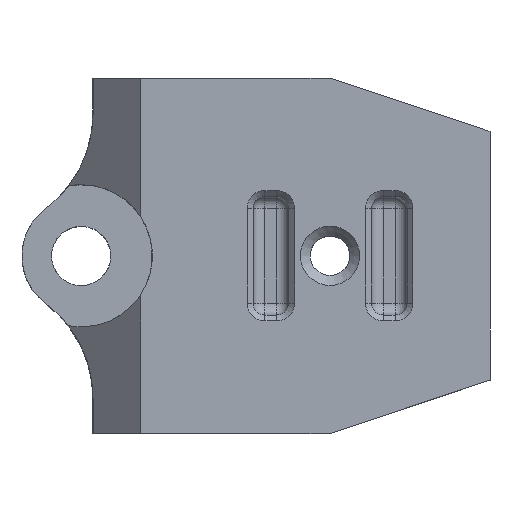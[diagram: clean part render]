
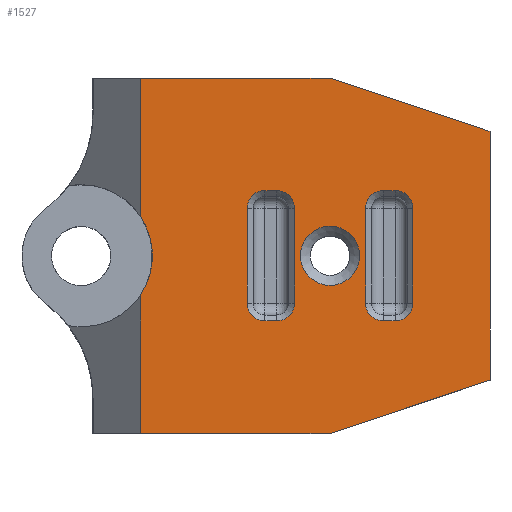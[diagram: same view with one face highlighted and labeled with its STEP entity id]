
A CAD part, top view. The second image highlights one B-rep face of the part: STEP entity #1527.
In plain terms, the highlighted planar face has unit normal (0, 0, 1).
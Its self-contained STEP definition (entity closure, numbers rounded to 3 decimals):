
#28=FACE_BOUND('',#199,.T.);
#29=FACE_BOUND('',#200,.T.);
#30=FACE_BOUND('',#201,.T.);
#51=PLANE('',#1643);
#100=FACE_OUTER_BOUND('',#198,.T.);
#198=EDGE_LOOP('',(#1086,#1087,#1088,#1089,#1090,#1091,#1092,#1093));
#199=EDGE_LOOP('',(#1094));
#200=EDGE_LOOP('',(#1095,#1096,#1097,#1098,#1099,#1100,#1101,#1102));
#201=EDGE_LOOP('',(#1103,#1104,#1105,#1106,#1107,#1108,#1109,#1110));
#311=LINE('',#2365,#450);
#315=LINE('',#2377,#454);
#319=LINE('',#2389,#458);
#323=LINE('',#2400,#462);
#332=LINE('',#2423,#471);
#333=LINE('',#2425,#472);
#334=LINE('',#2429,#473);
#335=LINE('',#2431,#474);
#336=LINE('',#2433,#475);
#337=LINE('',#2435,#476);
#338=LINE('',#2436,#477);
#339=LINE('',#2443,#478);
#340=LINE('',#2447,#479);
#341=LINE('',#2451,#480);
#342=LINE('',#2454,#481);
#450=VECTOR('',#1843,10.);
#454=VECTOR('',#1855,10.);
#458=VECTOR('',#1867,10.);
#462=VECTOR('',#1879,10.);
#471=VECTOR('',#1902,10.);
#472=VECTOR('',#1903,10.);
#473=VECTOR('',#1906,10.);
#474=VECTOR('',#1907,10.);
#475=VECTOR('',#1908,10.);
#476=VECTOR('',#1909,10.);
#477=VECTOR('',#1910,10.);
#478=VECTOR('',#1915,10.);
#479=VECTOR('',#1918,10.);
#480=VECTOR('',#1921,10.);
#481=VECTOR('',#1924,10.);
#579=CIRCLE('',#1623,1.5);
#581=CIRCLE('',#1627,1.5);
#583=CIRCLE('',#1631,1.5);
#585=CIRCLE('',#1635,1.5);
#588=CIRCLE('',#1644,6.);
#589=CIRCLE('',#1645,2.5);
#590=CIRCLE('',#1646,1.5);
#591=CIRCLE('',#1647,1.5);
#592=CIRCLE('',#1648,1.5);
#593=CIRCLE('',#1649,1.5);
#670=VERTEX_POINT('',#2355);
#673=VERTEX_POINT('',#2360);
#674=VERTEX_POINT('',#2364);
#676=VERTEX_POINT('',#2370);
#678=VERTEX_POINT('',#2376);
#680=VERTEX_POINT('',#2382);
#682=VERTEX_POINT('',#2388);
#684=VERTEX_POINT('',#2394);
#691=VERTEX_POINT('',#2421);
#692=VERTEX_POINT('',#2422);
#693=VERTEX_POINT('',#2424);
#694=VERTEX_POINT('',#2426);
#695=VERTEX_POINT('',#2428);
#696=VERTEX_POINT('',#2430);
#697=VERTEX_POINT('',#2432);
#698=VERTEX_POINT('',#2434);
#699=VERTEX_POINT('',#2437);
#700=VERTEX_POINT('',#2439);
#701=VERTEX_POINT('',#2440);
#702=VERTEX_POINT('',#2442);
#703=VERTEX_POINT('',#2444);
#704=VERTEX_POINT('',#2446);
#705=VERTEX_POINT('',#2448);
#706=VERTEX_POINT('',#2450);
#707=VERTEX_POINT('',#2452);
#810=EDGE_CURVE('',#673,#670,#579,.T.);
#811=EDGE_CURVE('',#670,#674,#311,.T.);
#816=EDGE_CURVE('',#674,#676,#581,.T.);
#817=EDGE_CURVE('',#676,#678,#315,.T.);
#822=EDGE_CURVE('',#678,#680,#583,.T.);
#823=EDGE_CURVE('',#680,#682,#319,.T.);
#828=EDGE_CURVE('',#682,#684,#585,.T.);
#829=EDGE_CURVE('',#684,#673,#323,.T.);
#840=EDGE_CURVE('',#691,#692,#332,.T.);
#841=EDGE_CURVE('',#693,#691,#333,.T.);
#842=EDGE_CURVE('',#694,#693,#588,.T.);
#843=EDGE_CURVE('',#695,#694,#334,.T.);
#844=EDGE_CURVE('',#696,#695,#335,.T.);
#845=EDGE_CURVE('',#697,#696,#336,.T.);
#846=EDGE_CURVE('',#697,#698,#337,.T.);
#847=EDGE_CURVE('',#692,#698,#338,.T.);
#848=EDGE_CURVE('',#699,#699,#589,.T.);
#849=EDGE_CURVE('',#700,#701,#590,.T.);
#850=EDGE_CURVE('',#702,#700,#339,.T.);
#851=EDGE_CURVE('',#703,#702,#591,.T.);
#852=EDGE_CURVE('',#704,#703,#340,.T.);
#853=EDGE_CURVE('',#705,#704,#592,.T.);
#854=EDGE_CURVE('',#706,#705,#341,.T.);
#855=EDGE_CURVE('',#707,#706,#593,.T.);
#856=EDGE_CURVE('',#701,#707,#342,.T.);
#1086=ORIENTED_EDGE('',*,*,#840,.F.);
#1087=ORIENTED_EDGE('',*,*,#841,.F.);
#1088=ORIENTED_EDGE('',*,*,#842,.F.);
#1089=ORIENTED_EDGE('',*,*,#843,.F.);
#1090=ORIENTED_EDGE('',*,*,#844,.F.);
#1091=ORIENTED_EDGE('',*,*,#845,.F.);
#1092=ORIENTED_EDGE('',*,*,#846,.T.);
#1093=ORIENTED_EDGE('',*,*,#847,.F.);
#1094=ORIENTED_EDGE('',*,*,#848,.F.);
#1095=ORIENTED_EDGE('',*,*,#849,.F.);
#1096=ORIENTED_EDGE('',*,*,#850,.F.);
#1097=ORIENTED_EDGE('',*,*,#851,.F.);
#1098=ORIENTED_EDGE('',*,*,#852,.F.);
#1099=ORIENTED_EDGE('',*,*,#853,.F.);
#1100=ORIENTED_EDGE('',*,*,#854,.F.);
#1101=ORIENTED_EDGE('',*,*,#855,.F.);
#1102=ORIENTED_EDGE('',*,*,#856,.F.);
#1103=ORIENTED_EDGE('',*,*,#810,.F.);
#1104=ORIENTED_EDGE('',*,*,#829,.F.);
#1105=ORIENTED_EDGE('',*,*,#828,.F.);
#1106=ORIENTED_EDGE('',*,*,#823,.F.);
#1107=ORIENTED_EDGE('',*,*,#822,.F.);
#1108=ORIENTED_EDGE('',*,*,#817,.F.);
#1109=ORIENTED_EDGE('',*,*,#816,.F.);
#1110=ORIENTED_EDGE('',*,*,#811,.F.);
#1527=ADVANCED_FACE('',(#100,#28,#29,#30),#51,.F.);
#1623=AXIS2_PLACEMENT_3D('',#2362,#1839,#1840);
#1627=AXIS2_PLACEMENT_3D('',#2374,#1851,#1852);
#1631=AXIS2_PLACEMENT_3D('',#2386,#1863,#1864);
#1635=AXIS2_PLACEMENT_3D('',#2398,#1875,#1876);
#1643=AXIS2_PLACEMENT_3D('',#2420,#1900,#1901);
#1644=AXIS2_PLACEMENT_3D('',#2427,#1904,#1905);
#1645=AXIS2_PLACEMENT_3D('',#2438,#1911,#1912);
#1646=AXIS2_PLACEMENT_3D('',#2441,#1913,#1914);
#1647=AXIS2_PLACEMENT_3D('',#2445,#1916,#1917);
#1648=AXIS2_PLACEMENT_3D('',#2449,#1919,#1920);
#1649=AXIS2_PLACEMENT_3D('',#2453,#1922,#1923);
#1839=DIRECTION('center_axis',(0.,0.,1.));
#1840=DIRECTION('ref_axis',(-0.707,0.707,0.));
#1843=DIRECTION('',(0.,-1.,0.));
#1851=DIRECTION('center_axis',(0.,0.,1.));
#1852=DIRECTION('ref_axis',(-0.707,-0.707,0.));
#1855=DIRECTION('',(1.,0.,0.));
#1863=DIRECTION('center_axis',(0.,0.,1.));
#1864=DIRECTION('ref_axis',(0.707,-0.707,0.));
#1867=DIRECTION('',(0.,1.,0.));
#1875=DIRECTION('center_axis',(0.,0.,1.));
#1876=DIRECTION('ref_axis',(0.707,0.707,0.));
#1879=DIRECTION('',(-1.,0.,0.));
#1900=DIRECTION('center_axis',(0.,0.,-1.));
#1901=DIRECTION('ref_axis',(-1.,0.,0.));
#1902=DIRECTION('',(1.,0.,0.));
#1903=DIRECTION('',(0.,1.,0.));
#1904=DIRECTION('center_axis',(0.,0.,1.));
#1905=DIRECTION('ref_axis',(1.,0.,0.));
#1906=DIRECTION('',(0.,1.,0.));
#1907=DIRECTION('',(-1.,0.,0.));
#1908=DIRECTION('',(-0.949,-0.316,0.));
#1909=DIRECTION('',(0.,1.,0.));
#1910=DIRECTION('',(0.949,-0.316,0.));
#1911=DIRECTION('center_axis',(0.,0.,1.));
#1912=DIRECTION('ref_axis',(1.,0.,0.));
#1913=DIRECTION('center_axis',(0.,0.,1.));
#1914=DIRECTION('ref_axis',(0.707,-0.707,0.));
#1915=DIRECTION('',(1.,0.,0.));
#1916=DIRECTION('center_axis',(0.,0.,1.));
#1917=DIRECTION('ref_axis',(-0.707,-0.707,0.));
#1918=DIRECTION('',(0.,-1.,0.));
#1919=DIRECTION('center_axis',(0.,0.,1.));
#1920=DIRECTION('ref_axis',(-0.707,0.707,0.));
#1921=DIRECTION('',(-1.,0.,0.));
#1922=DIRECTION('center_axis',(0.,0.,1.));
#1923=DIRECTION('ref_axis',(0.707,0.707,0.));
#1924=DIRECTION('',(0.,1.,0.));
#2355=CARTESIAN_POINT('',(3.018,19.,24.908));
#2360=CARTESIAN_POINT('',(4.518,20.5,24.908));
#2362=CARTESIAN_POINT('Origin',(4.518,19.,24.908));
#2364=CARTESIAN_POINT('',(3.018,11.,24.908));
#2365=CARTESIAN_POINT('',(3.018,5.,24.908));
#2370=CARTESIAN_POINT('',(4.518,9.5,24.908));
#2374=CARTESIAN_POINT('Origin',(4.518,11.,24.908));
#2376=CARTESIAN_POINT('',(5.518,9.5,24.908));
#2377=CARTESIAN_POINT('',(10.018,9.5,24.908));
#2382=CARTESIAN_POINT('',(7.018,11.,24.908));
#2386=CARTESIAN_POINT('Origin',(5.518,11.,24.908));
#2388=CARTESIAN_POINT('',(7.018,19.,24.908));
#2389=CARTESIAN_POINT('',(7.018,10.,24.908));
#2394=CARTESIAN_POINT('',(5.518,20.5,24.908));
#2398=CARTESIAN_POINT('Origin',(5.518,19.,24.908));
#2400=CARTESIAN_POINT('',(8.518,20.5,24.908));
#2420=CARTESIAN_POINT('Origin',(13.518,0.,24.908));
#2421=CARTESIAN_POINT('',(-15.973,30.,24.908));
#2422=CARTESIAN_POINT('',(0.018,30.,24.908));
#2423=CARTESIAN_POINT('',(9.262,30.,24.908));
#2424=CARTESIAN_POINT('',(-15.973,18.304,24.908));
#2425=CARTESIAN_POINT('',(-15.973,0.,24.908));
#2426=CARTESIAN_POINT('',(-15.973,11.696,24.908));
#2427=CARTESIAN_POINT('Origin',(-20.982,15.,24.908));
#2428=CARTESIAN_POINT('',(-15.973,0.,24.908));
#2429=CARTESIAN_POINT('',(-15.973,0.,24.908));
#2430=CARTESIAN_POINT('',(0.018,0.,24.908));
#2431=CARTESIAN_POINT('',(9.262,0.,24.908));
#2432=CARTESIAN_POINT('',(13.518,4.499,24.908));
#2433=CARTESIAN_POINT('',(6.095,2.025,24.908));
#2434=CARTESIAN_POINT('',(13.518,25.5,24.908));
#2435=CARTESIAN_POINT('',(13.518,0.,24.908));
#2436=CARTESIAN_POINT('',(25.595,21.474,24.908));
#2437=CARTESIAN_POINT('',(-2.482,15.,24.908));
#2438=CARTESIAN_POINT('Origin',(0.018,15.,24.908));
#2439=CARTESIAN_POINT('',(-4.482,9.5,24.908));
#2440=CARTESIAN_POINT('',(-2.982,11.,24.908));
#2441=CARTESIAN_POINT('Origin',(-4.482,11.,24.908));
#2442=CARTESIAN_POINT('',(-5.482,9.5,24.908));
#2443=CARTESIAN_POINT('',(5.018,9.5,24.908));
#2444=CARTESIAN_POINT('',(-6.982,11.,24.908));
#2445=CARTESIAN_POINT('Origin',(-5.482,11.,24.908));
#2446=CARTESIAN_POINT('',(-6.982,19.,24.908));
#2447=CARTESIAN_POINT('',(-6.982,5.,24.908));
#2448=CARTESIAN_POINT('',(-5.482,20.5,24.908));
#2449=CARTESIAN_POINT('Origin',(-5.482,19.,24.908));
#2450=CARTESIAN_POINT('',(-4.482,20.5,24.908));
#2451=CARTESIAN_POINT('',(3.518,20.5,24.908));
#2452=CARTESIAN_POINT('',(-2.982,19.,24.908));
#2453=CARTESIAN_POINT('Origin',(-4.482,19.,24.908));
#2454=CARTESIAN_POINT('',(-2.982,10.,24.908));
